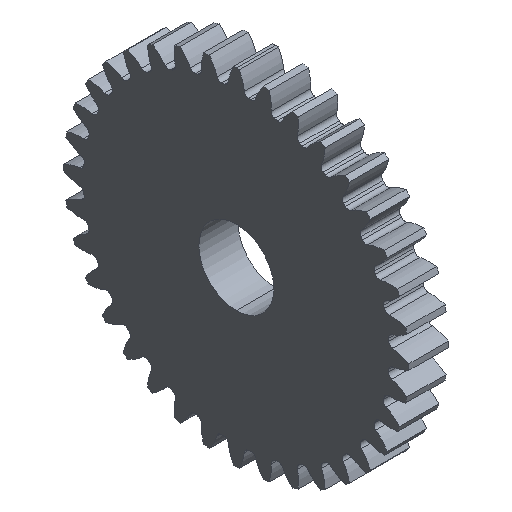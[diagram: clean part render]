
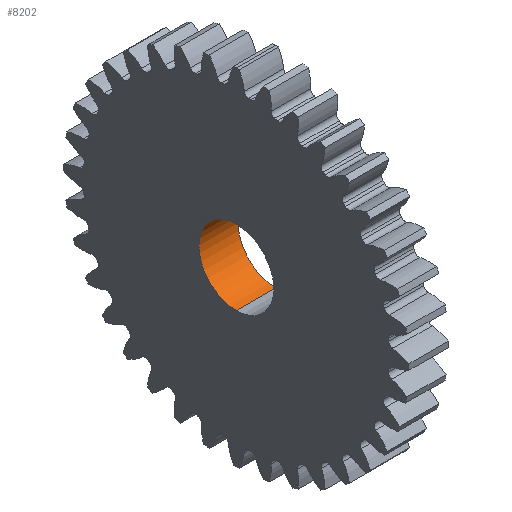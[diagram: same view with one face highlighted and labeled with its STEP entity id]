
A CAD part, isometric view. The second image highlights one B-rep face of the part: STEP entity #8202.
In plain terms, the highlighted cylindrical face has radius 4.1 mm (diameter 8.2 mm), a partial arc.
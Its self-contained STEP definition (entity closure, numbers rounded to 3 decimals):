
#93 = EDGE_CURVE ( 'NONE', #8447, #2940, #4381, .T. ) ;
#621 = CIRCLE ( 'NONE', #3944, 4.1 ) ;
#839 = DIRECTION ( 'NONE',  ( 1., 0., 0. ) ) ;
#1035 = ORIENTED_EDGE ( 'NONE', *, *, #8094, .T. ) ;
#1483 = VECTOR ( 'NONE', #5656, 1000. ) ;
#1753 = CARTESIAN_POINT ( 'NONE',  ( 2.8, 0., -4.1 ) ) ;
#1860 = FACE_OUTER_BOUND ( 'NONE', #8478, .T. ) ;
#1892 = AXIS2_PLACEMENT_3D ( 'NONE', #4624, #3977, #4586 ) ;
#2293 = CARTESIAN_POINT ( 'NONE',  ( 2.8, 0., 0. ) ) ;
#2342 = DIRECTION ( 'NONE',  ( 1., 0., 0. ) ) ;
#2427 = CARTESIAN_POINT ( 'NONE',  ( -1.5, 0., -4.1 ) ) ;
#2940 = VERTEX_POINT ( 'NONE', #2427 ) ;
#3426 = AXIS2_PLACEMENT_3D ( 'NONE', #5702, #5622, #8284 ) ;
#3687 = VECTOR ( 'NONE', #839, 1000. ) ;
#3944 = AXIS2_PLACEMENT_3D ( 'NONE', #2293, #2342, #5015 ) ;
#3977 = DIRECTION ( 'NONE',  ( 1., 0., 0. ) ) ;
#4098 = ORIENTED_EDGE ( 'NONE', *, *, #4449, .T. ) ;
#4123 = LINE ( 'NONE', #6778, #3687 ) ;
#4143 = CARTESIAN_POINT ( 'NONE',  ( 2.8, 0., 4.1 ) ) ;
#4381 = CIRCLE ( 'NONE', #3426, 4.1 ) ;
#4449 = EDGE_CURVE ( 'NONE', #5759, #8276, #621, .T. ) ;
#4586 = DIRECTION ( 'NONE',  ( 0., 0., -1. ) ) ;
#4624 = CARTESIAN_POINT ( 'NONE',  ( -3.5, 0., 0. ) ) ;
#4963 = LINE ( 'NONE', #7567, #1483 ) ;
#5015 = DIRECTION ( 'NONE',  ( 0., 0., -1. ) ) ;
#5123 = ORIENTED_EDGE ( 'NONE', *, *, #93, .T. ) ;
#5622 = DIRECTION ( 'NONE',  ( -1., 0., 0. ) ) ;
#5623 = CARTESIAN_POINT ( 'NONE',  ( -1.5, 0., 4.1 ) ) ;
#5656 = DIRECTION ( 'NONE',  ( 1., 0., 0. ) ) ;
#5702 = CARTESIAN_POINT ( 'NONE',  ( -1.5, 0., 0. ) ) ;
#5759 = VERTEX_POINT ( 'NONE', #1753 ) ;
#6582 = CYLINDRICAL_SURFACE ( 'NONE', #1892, 4.1 ) ;
#6778 = CARTESIAN_POINT ( 'NONE',  ( -3.5, 0., 4.1 ) ) ;
#7533 = ORIENTED_EDGE ( 'NONE', *, *, #7891, .F. ) ;
#7567 = CARTESIAN_POINT ( 'NONE',  ( -3.5, 0., -4.1 ) ) ;
#7891 = EDGE_CURVE ( 'NONE', #8447, #8276, #4123, .T. ) ;
#8094 = EDGE_CURVE ( 'NONE', #2940, #5759, #4963, .T. ) ;
#8202 = ADVANCED_FACE ( 'NONE', ( #1860 ), #6582, .F. ) ;
#8276 = VERTEX_POINT ( 'NONE', #4143 ) ;
#8284 = DIRECTION ( 'NONE',  ( 0., 0., 1. ) ) ;
#8447 = VERTEX_POINT ( 'NONE', #5623 ) ;
#8478 = EDGE_LOOP ( 'NONE', ( #7533, #5123, #1035, #4098 ) ) ;
